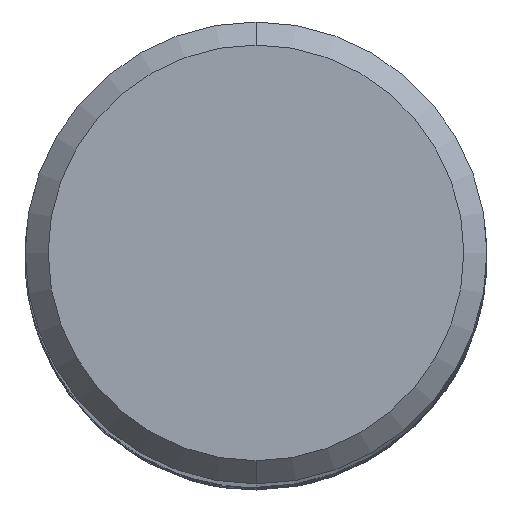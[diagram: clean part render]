
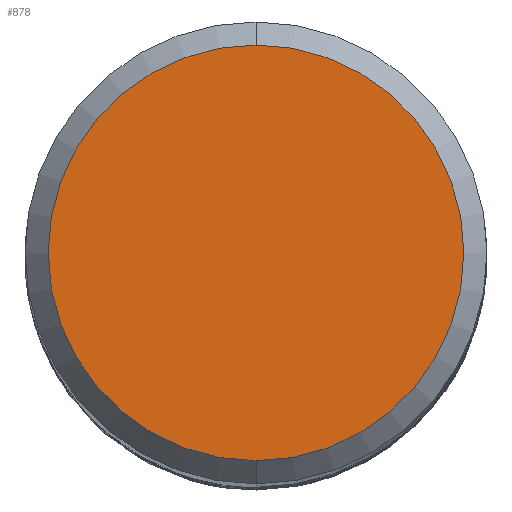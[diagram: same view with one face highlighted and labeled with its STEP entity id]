
A CAD part, top view. The second image highlights one B-rep face of the part: STEP entity #878.
In plain terms, the highlighted planar face has unit normal (0, 0, 1).
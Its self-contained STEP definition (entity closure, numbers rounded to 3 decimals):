
#692=EDGE_CURVE('',#932,#1158,#1778,.T.);
#846=EDGE_CURVE('',#1158,#932,#1947,.T.);
#878=ADVANCED_FACE('',(#1983),#1984,.T.);
#932=VERTEX_POINT('',#2044);
#1158=VERTEX_POINT('',#2294);
#1778=CIRCLE('',#4041,5.4);
#1947=CIRCLE('',#5856,5.4);
#1983=FACE_OUTER_BOUND('',#5991,.T.);
#1984=PLANE('',#5992);
#2044=CARTESIAN_POINT('',(0.0,5.4,0.0));
#2294=CARTESIAN_POINT('',(0.,-5.4,0.0));
#4041=AXIS2_PLACEMENT_3D('',#14981,#14982,#14983);
#5856=AXIS2_PLACEMENT_3D('',#15163,#15164,#15165);
#5991=EDGE_LOOP('',(#15233,#15234));
#5992=AXIS2_PLACEMENT_3D('',#15235,#15236,#15237);
#14981=CARTESIAN_POINT('',(0.0,0.0,0.0));
#14982=DIRECTION('',(0.0,0.0,-1.0));
#14983=DIRECTION('',(0.0,1.0,0.0));
#15163=CARTESIAN_POINT('',(0.0,0.0,0.0));
#15164=DIRECTION('',(0.0,0.0,-1.0));
#15165=DIRECTION('',(0.0,1.0,0.0));
#15233=ORIENTED_EDGE('',*,*,#692,.F.);
#15234=ORIENTED_EDGE('',*,*,#846,.F.);
#15235=CARTESIAN_POINT('',(0.0,2.7,0.0));
#15236=DIRECTION('',(-0.0,0.0,1.0));
#15237=DIRECTION('',(0.0,-1.0,0.0));
